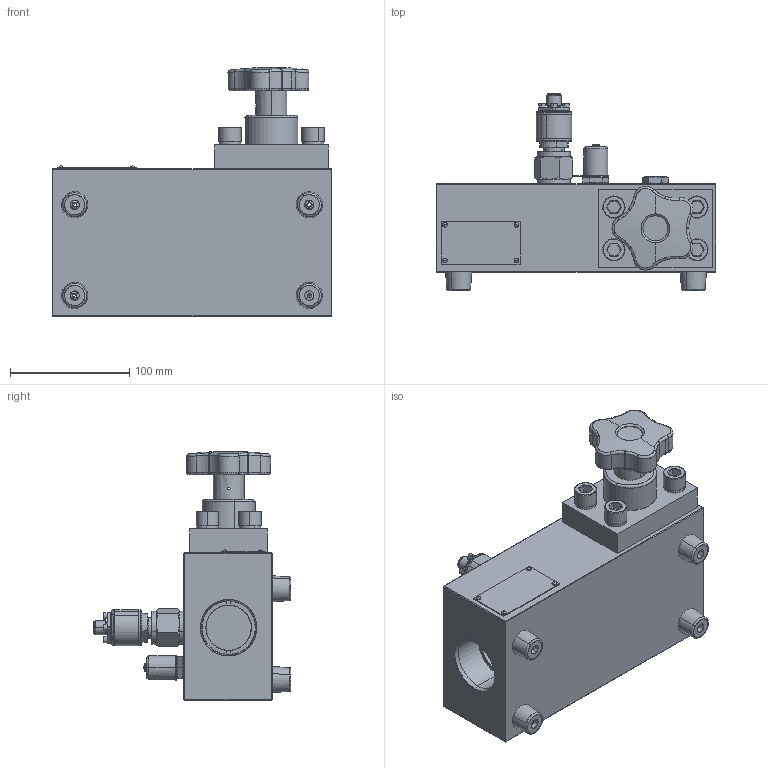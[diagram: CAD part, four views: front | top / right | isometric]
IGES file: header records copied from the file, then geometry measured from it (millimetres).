
Start section: SolidWorks IGES file using analytic representation for surfaces
Global section: file name: FT9510-09.IGS; native system: SolidWorks 2016; preprocessor: SolidWorks 2016; author: pcw; date: 170406.103528; units: millimetre
Bounding box: 235 x 166.1 x 208.88 mm (x, y, z)
Surface area: 182265.4 mm2 (no closed solid volume)
Topology: 0 solids, 0 shells, 633 faces, 7977 edges, 7973 vertices
Faces by surface type: bspline 349, revolution 284
